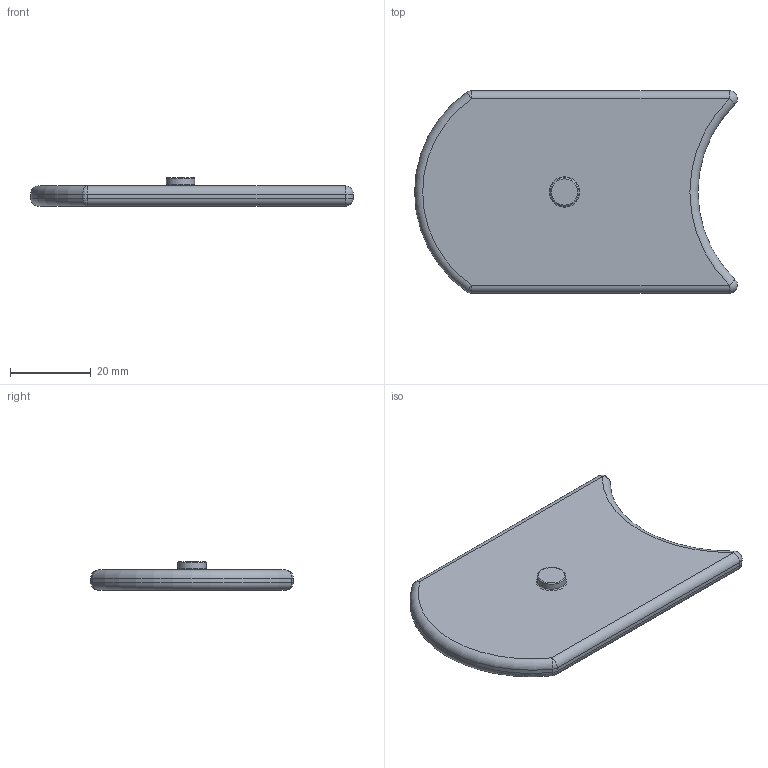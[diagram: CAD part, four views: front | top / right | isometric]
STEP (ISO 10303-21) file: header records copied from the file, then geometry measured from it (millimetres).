
FILE_DESCRIPTION(/* description */ (''),/* implementation_level */ '2;1');
FILE_NAME(/* name */ '1block.stp',/* time_stamp */ '2021-03-21T19:26:28-07:00',/* author */ (''),/* organization */ (''),/* preprocessor_version */ 'ST-DEVELOPER v16.7',/* originating_system */ 'SIEMENS PLM Software NX 1926',/* authorisation */ '');
FILE_SCHEMA (('AUTOMOTIVE_DESIGN { 1 0 10303 214 3 1 1 1 }'));
Length unit declared in the file: millimetre
Products named in the file (1): 1block
Bounding box: 79.75 x 50 x 7 mm (x, y, z)
Volume: 15849.3 mm3; surface area: 8060.9 mm2
Topology: 1 solids, 1 shells, 37 faces, 74 edges, 35 vertices
Faces by surface type: cylinder 13, torus 8, sphere 8, plane 8
Full cylindrical faces by diameter (mm): 7 x3
Entity records: 886 total; most frequent: DIRECTION 180, CARTESIAN_POINT 134, ORIENTED_EDGE 122, AXIS2_PLACEMENT_3D 81, EDGE_CURVE 61, EDGE_LOOP 46, CIRCLE 43, ADVANCED_FACE 37
